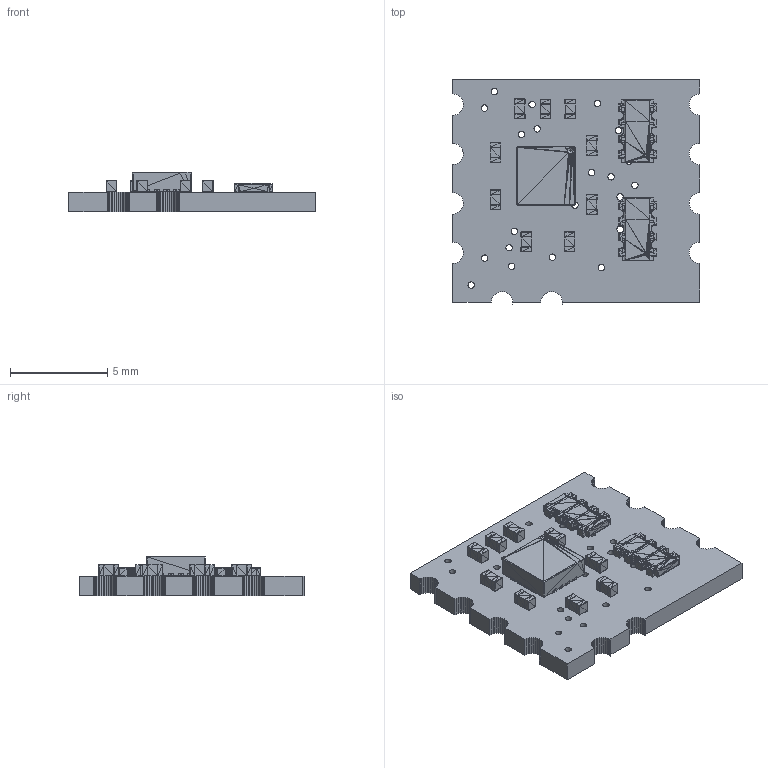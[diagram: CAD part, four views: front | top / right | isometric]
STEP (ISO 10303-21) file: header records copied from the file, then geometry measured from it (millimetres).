
FILE_DESCRIPTION(('for SolidWorks'),'2;1');
FILE_NAME('FlexADC.step','2014-08-16T23:32:38',( 'chris'),(''),'Open CASCADE STEP processor 6.6','Diptrace','Unknown' );
FILE_SCHEMA(('AUTOMOTIVE_DESIGN { 1 0 10303 214 1 1 1 1 }'));
Length unit declared in the file: millimetre
Products named in the file (5): PCB; Board; cap_0402; rescax-8_1.6x3.2x0.8; qfn-16_3x3x0.5
Assembly tree (13 placements, depth 2):
  PCB
    Board
    cap_0402  x9
    rescax-8_1.6x3.2x0.8  x2
    qfn-16_3x3x0.5
Bounding box: 12.74 x 11.53 x 2.02 mm (x, y, z)
Volume: 138.3 mm3; surface area: 487.4 mm2
Topology: 1 solids, 49 shells, 4794 faces, 7557 edges, 2849 vertices
Faces by surface type: plane 4769, cylinder 25
Full cylindrical faces by diameter (mm): 0.33 x25
Entity records: 74013 total; most frequent: DIRECTION 9941, CARTESIAN_POINT 8930, ORIENTED_EDGE 8844, EDGE_CURVE 4431, LINE 4381, VECTOR 4381, AXIS2_PLACEMENT_3D 2780, FACE_BOUND 2766
